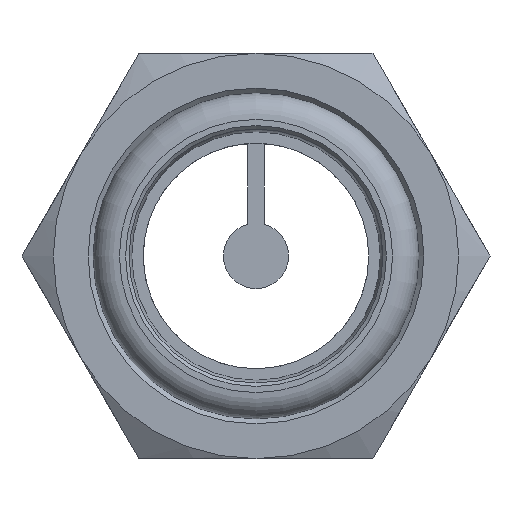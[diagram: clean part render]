
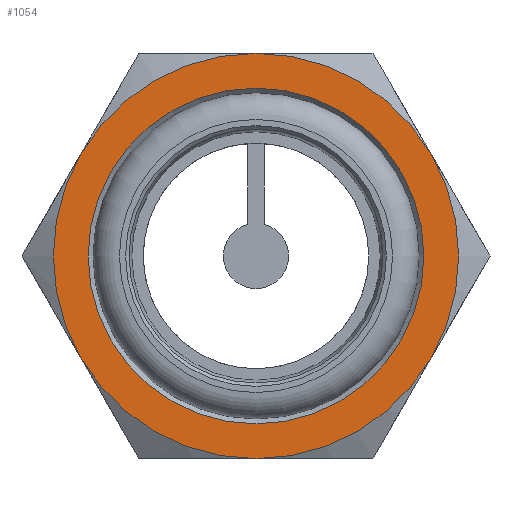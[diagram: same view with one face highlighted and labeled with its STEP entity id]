
A CAD part, left-side view. The second image highlights one B-rep face of the part: STEP entity #1054.
In plain terms, the highlighted planar face has unit normal (-1, 0, 0).
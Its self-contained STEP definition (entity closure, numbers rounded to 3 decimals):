
#140=FACE_BOUND($,#365,.T.);
#185=CIRCLE($,#1164,19.05);
#187=CIRCLE($,#1168,23.);
#188=CIRCLE($,#1169,23.);
#189=CIRCLE($,#1170,23.);
#190=CIRCLE($,#1171,23.);
#191=CIRCLE($,#1172,23.);
#192=CIRCLE($,#1173,23.);
#266=FACE_OUTER_BOUND($,#364,.T.);
#364=EDGE_LOOP($,(#768,#769,#770,#771,#772,#773));
#365=EDGE_LOOP($,(#774));
#505=VERTEX_POINT($,#1681);
#507=VERTEX_POINT($,#1687);
#508=VERTEX_POINT($,#1688);
#509=VERTEX_POINT($,#1690);
#510=VERTEX_POINT($,#1692);
#511=VERTEX_POINT($,#1694);
#512=VERTEX_POINT($,#1696);
#602=EDGE_CURVE($,#505,#505,#185,.T.);
#604=EDGE_CURVE($,#507,#508,#187,.T.);
#605=EDGE_CURVE($,#509,#507,#188,.T.);
#606=EDGE_CURVE($,#510,#509,#189,.T.);
#607=EDGE_CURVE($,#511,#510,#190,.T.);
#608=EDGE_CURVE($,#512,#511,#191,.T.);
#609=EDGE_CURVE($,#508,#512,#192,.T.);
#768=ORIENTED_EDGE($,*,*,#604,.F.);
#769=ORIENTED_EDGE($,*,*,#605,.F.);
#770=ORIENTED_EDGE($,*,*,#606,.F.);
#771=ORIENTED_EDGE($,*,*,#607,.F.);
#772=ORIENTED_EDGE($,*,*,#608,.F.);
#773=ORIENTED_EDGE($,*,*,#609,.F.);
#774=ORIENTED_EDGE($,*,*,#602,.F.);
#978=PLANE($,#1167);
#1054=ADVANCED_FACE($,(#266,#140),#978,.T.);
#1164=AXIS2_PLACEMENT_3D($,#1682,#1375,#1376);
#1167=AXIS2_PLACEMENT_3D($,#1686,#1381,#1382);
#1168=AXIS2_PLACEMENT_3D($,#1689,#1383,#1384);
#1169=AXIS2_PLACEMENT_3D($,#1691,#1385,#1386);
#1170=AXIS2_PLACEMENT_3D($,#1693,#1387,#1388);
#1171=AXIS2_PLACEMENT_3D($,#1695,#1389,#1390);
#1172=AXIS2_PLACEMENT_3D($,#1697,#1391,#1392);
#1173=AXIS2_PLACEMENT_3D($,#1698,#1393,#1394);
#1375=DIRECTION('center_axis',(-1.,0.,0.));
#1376=DIRECTION('ref_axis',(0.,0.,1.));
#1381=DIRECTION('center_axis',(-1.,0.,0.));
#1382=DIRECTION('ref_axis',(0.,0.,1.));
#1383=DIRECTION('center_axis',(1.,0.,0.));
#1384=DIRECTION('ref_axis',(0.,1.,0.));
#1385=DIRECTION('center_axis',(1.,0.,0.));
#1386=DIRECTION('ref_axis',(0.,1.,0.));
#1387=DIRECTION('center_axis',(1.,0.,0.));
#1388=DIRECTION('ref_axis',(0.,1.,0.));
#1389=DIRECTION('center_axis',(1.,0.,0.));
#1390=DIRECTION('ref_axis',(0.,1.,0.));
#1391=DIRECTION('center_axis',(1.,0.,0.));
#1392=DIRECTION('ref_axis',(0.,1.,0.));
#1393=DIRECTION('center_axis',(1.,0.,0.));
#1394=DIRECTION('ref_axis',(0.,1.,0.));
#1681=CARTESIAN_POINT('',(0.,0.,
-19.05));
#1682=CARTESIAN_POINT('Origin',(0.,0.,
0.));
#1686=CARTESIAN_POINT('Origin',(0.,11.5,0.));
#1687=CARTESIAN_POINT('',(0.,19.919,11.5));
#1688=CARTESIAN_POINT('',(0.,0.,
23.));
#1689=CARTESIAN_POINT('Origin',(0.,0.,
0.));
#1690=CARTESIAN_POINT('',(0.,19.919,-11.5));
#1691=CARTESIAN_POINT('Origin',(0.,0.,
0.));
#1692=CARTESIAN_POINT('',(0.,0.,-23.));
#1693=CARTESIAN_POINT('Origin',(0.,0.,
0.));
#1694=CARTESIAN_POINT('',(0.,-19.919,-11.5));
#1695=CARTESIAN_POINT('Origin',(0.,0.,
0.));
#1696=CARTESIAN_POINT('',(0.,-19.919,11.5));
#1697=CARTESIAN_POINT('Origin',(0.,0.,
0.));
#1698=CARTESIAN_POINT('Origin',(0.,0.,
0.));
